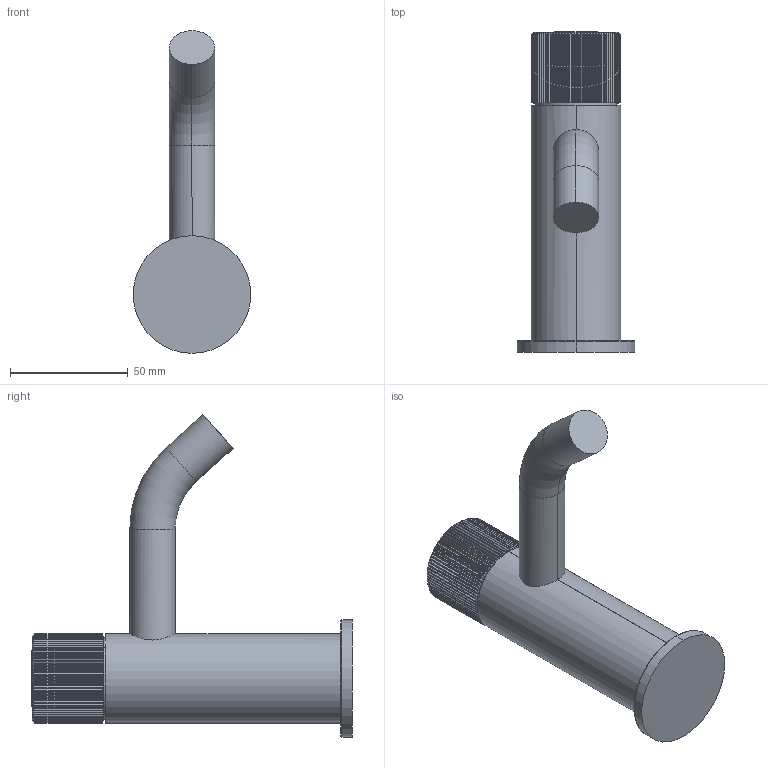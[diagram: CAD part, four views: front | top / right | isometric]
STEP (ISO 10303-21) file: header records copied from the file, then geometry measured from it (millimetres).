
FILE_DESCRIPTION (( 'STEP AP214' ), '1' );
FILE_NAME ('17500660.STEP', '2018-08-02T09:08:58', ( '' ), ( '' ), 'SwSTEP 2.0', 'SolidWorks 2017', '' );
FILE_SCHEMA (( 'AUTOMOTIVE_DESIGN' ));
Length unit declared in the file: millimetre
Products named in the file (6): 17500660; Planungsmodell_Rosette-+-09.27.66.006-01; Planungsmodell_Griff-+-09.20.66.010.90-01; Planungsmodell_Haube-+-09.21.02.307-01; Planungsmodell_Auslauf-+-09.11.06.212-01; Planungsmodell_Koerper-+-09.30.01.290-01
Assembly tree (5 placements, depth 2):
  17500660
    Planungsmodell_Koerper-+-09.30.01.290-01
    Planungsmodell_Auslauf-+-09.11.06.212-01
    Planungsmodell_Haube-+-09.21.02.307-01
    Planungsmodell_Griff-+-09.20.66.010.90-01
    Planungsmodell_Rosette-+-09.27.66.006-01
Bounding box: 50 x 136.36 x 137.17 mm (x, y, z)
Volume: 80825.2 mm3; surface area: 47406.1 mm2
Topology: 4 solids, 6 shells, 1628 faces, 3471 edges, 1853 vertices
Faces by surface type: bspline 510, cylinder 402, sphere 342, plane 181, torus 179, cone 14
Entity records: 53560 total; most frequent: CARTESIAN_POINT 21455, ORIENTED_EDGE 6932, DIRECTION 6461, EDGE_CURVE 3469, AXIS2_PLACEMENT_3D 2937, VERTEX_POINT 1853, CIRCLE 1810, EDGE_LOOP 1631
